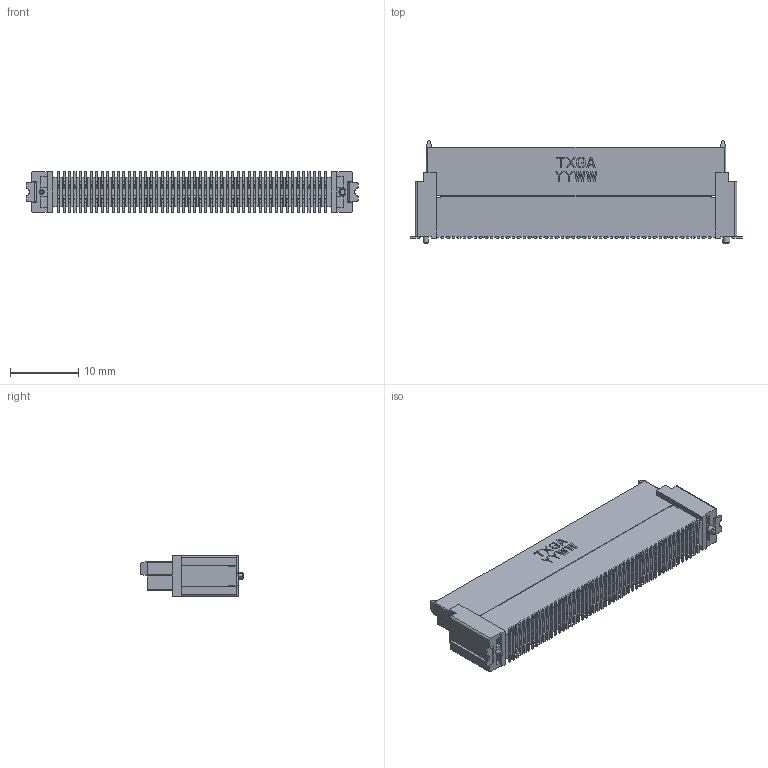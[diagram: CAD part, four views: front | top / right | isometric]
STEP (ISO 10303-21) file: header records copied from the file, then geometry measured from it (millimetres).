
FILE_DESCRIPTION((''),'2;1');
FILE_NAME('ASM0001_ASM','2025-10-15T14:32:17',('gongchengVV'),(''),'CREO PARAMETRIC BY PTC INC, 2020033','CREO PARAMETRIC BY PTC INC, 2020033','');
FILE_SCHEMA(('CONFIG_CONTROL_DESIGN'));
Products named in the file (1): ASM0001_ASM
Bounding box: 48.8 x 15.15 x 6 mm (x, y, z)
Volume: 1894.9 mm3; surface area: 7098 mm2
Topology: 1 solids, 1 shells, 2987 faces, 10197 edges, 6724 vertices
Faces by surface type: plane 2755, extrusion 200, cylinder 28, cone 4
Entity records: 119870 total; most frequent: CARTESIAN_POINT 31141, ORIENTED_EDGE 20394, DIRECTION 15619, EDGE_CURVE 10197, VECTOR 9933, LINE 9733, VERTEX_POINT 6724, EDGE_LOOP 3301
